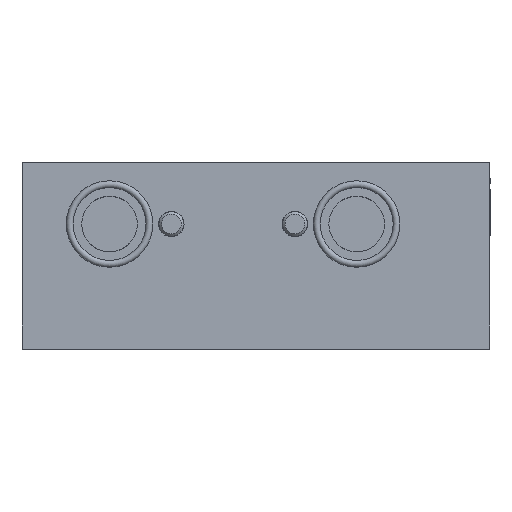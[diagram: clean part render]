
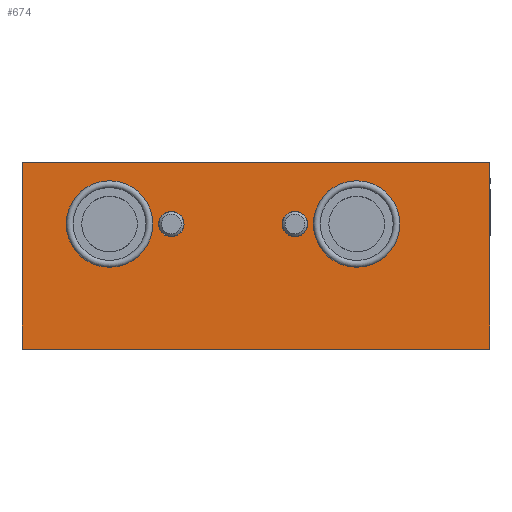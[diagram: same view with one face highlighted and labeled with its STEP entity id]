
A CAD part, top view. The second image highlights one B-rep face of the part: STEP entity #674.
In plain terms, the highlighted planar face has unit normal (0, 0, 1).
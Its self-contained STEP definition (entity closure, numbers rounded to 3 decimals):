
#240 = CARTESIAN_POINT ( 'NONE',  ( 5.891, 79.58, 109.122 ) ) ;
#361 = DIRECTION ( 'NONE',  ( 0., 0., -1. ) ) ;
#515 = DIRECTION ( 'NONE',  ( 0., 0., 1. ) ) ;
#643 = EDGE_LOOP ( 'NONE', ( #11708 ) ) ;
#674 = ADVANCED_FACE ( 'NONE', ( #12380, #12521, #9335, #6055, #4250 ), #9401, .T. ) ;
#755 = CARTESIAN_POINT ( 'NONE',  ( 91.887, 63.705, 109.122 ) ) ;
#897 = DIRECTION ( 'NONE',  ( 0., 1., 0. ) ) ;
#1344 = CARTESIAN_POINT ( 'NONE',  ( 5.891, 31.558, 109.122 ) ) ;
#1729 = AXIS2_PLACEMENT_3D ( 'NONE', #9060, #11228, #8098 ) ;
#1733 = CARTESIAN_POINT ( 'NONE',  ( 28.387, 63.705, 109.122 ) ) ;
#1746 = ORIENTED_EDGE ( 'NONE', *, *, #8519, .T. ) ;
#2149 = LINE ( 'NONE', #240, #8679 ) ;
#2287 = CIRCLE ( 'NONE', #8779, 11.112 ) ;
#2511 = DIRECTION ( 'NONE',  ( -1., 0., 0. ) ) ;
#2829 = VERTEX_POINT ( 'NONE', #11111 ) ;
#3037 = CIRCLE ( 'NONE', #1729, 3.264 ) ;
#3265 = EDGE_CURVE ( 'NONE', #4319, #4845, #4522, .T. ) ;
#3287 = CARTESIAN_POINT ( 'NONE',  ( 5.891, 79.58, 109.122 ) ) ;
#3351 = EDGE_LOOP ( 'NONE', ( #9228, #1746, #6356, #5340 ) ) ;
#3707 = DIRECTION ( 'NONE',  ( 0., 1., 0. ) ) ;
#3917 = VERTEX_POINT ( 'NONE', #13133 ) ;
#4250 = FACE_OUTER_BOUND ( 'NONE', #3351, .T. ) ;
#4319 = VERTEX_POINT ( 'NONE', #1344 ) ;
#4448 = LINE ( 'NONE', #10753, #12913 ) ;
#4452 = EDGE_LOOP ( 'NONE', ( #6979 ) ) ;
#4514 = EDGE_CURVE ( 'NONE', #5014, #4319, #2149, .T. ) ;
#4515 = DIRECTION ( 'NONE',  ( 0., -1., 0. ) ) ;
#4520 = DIRECTION ( 'NONE',  ( 0., -1., 0. ) ) ;
#4522 = LINE ( 'NONE', #11446, #6910 ) ;
#4815 = VERTEX_POINT ( 'NONE', #13172 ) ;
#4845 = VERTEX_POINT ( 'NONE', #5979 ) ;
#4906 = EDGE_LOOP ( 'NONE', ( #9789 ) ) ;
#5014 = VERTEX_POINT ( 'NONE', #3287 ) ;
#5340 = ORIENTED_EDGE ( 'NONE', *, *, #3265, .T. ) ;
#5620 = CARTESIAN_POINT ( 'NONE',  ( 5.891, 79.58, 109.122 ) ) ;
#5979 = CARTESIAN_POINT ( 'NONE',  ( 126.144, 31.558, 109.122 ) ) ;
#6055 = FACE_BOUND ( 'NONE', #643, .T. ) ;
#6356 = ORIENTED_EDGE ( 'NONE', *, *, #4514, .T. ) ;
#6726 = EDGE_CURVE ( 'NONE', #10724, #10724, #10170, .T. ) ;
#6854 = EDGE_CURVE ( 'NONE', #9701, #9701, #3037, .T. ) ;
#6910 = VECTOR ( 'NONE', #7570, 1000. ) ;
#6979 = ORIENTED_EDGE ( 'NONE', *, *, #6726, .F. ) ;
#6992 = ORIENTED_EDGE ( 'NONE', *, *, #6854, .T. ) ;
#7072 = DIRECTION ( 'NONE',  ( 0., 0., 1. ) ) ;
#7541 = AXIS2_PLACEMENT_3D ( 'NONE', #8303, #7072, #897 ) ;
#7570 = DIRECTION ( 'NONE',  ( 1., 0., 0. ) ) ;
#8098 = DIRECTION ( 'NONE',  ( 0., -1., 0. ) ) ;
#8303 = CARTESIAN_POINT ( 'NONE',  ( 126.144, 31.558, 109.122 ) ) ;
#8519 = EDGE_CURVE ( 'NONE', #4815, #5014, #11870, .T. ) ;
#8585 = CARTESIAN_POINT ( 'NONE',  ( 44.262, 63.705, 109.122 ) ) ;
#8679 = VECTOR ( 'NONE', #4520, 1000. ) ;
#8685 = CARTESIAN_POINT ( 'NONE',  ( 28.387, 74.817, 109.122 ) ) ;
#8709 = DIRECTION ( 'NONE',  ( 0., 1., 0. ) ) ;
#8779 = AXIS2_PLACEMENT_3D ( 'NONE', #755, #11978, #3707 ) ;
#9060 = CARTESIAN_POINT ( 'NONE',  ( 76.012, 63.705, 109.122 ) ) ;
#9228 = ORIENTED_EDGE ( 'NONE', *, *, #12946, .T. ) ;
#9335 = FACE_BOUND ( 'NONE', #9421, .T. ) ;
#9401 = PLANE ( 'NONE',  #7541 ) ;
#9421 = EDGE_LOOP ( 'NONE', ( #6992 ) ) ;
#9444 = CIRCLE ( 'NONE', #9867, 3.264 ) ;
#9447 = EDGE_CURVE ( 'NONE', #3917, #3917, #9444, .T. ) ;
#9539 = AXIS2_PLACEMENT_3D ( 'NONE', #1733, #515, #10974 ) ;
#9701 = VERTEX_POINT ( 'NONE', #11807 ) ;
#9789 = ORIENTED_EDGE ( 'NONE', *, *, #11642, .F. ) ;
#9867 = AXIS2_PLACEMENT_3D ( 'NONE', #8585, #361, #4515 ) ;
#10170 = CIRCLE ( 'NONE', #9539, 11.112 ) ;
#10724 = VERTEX_POINT ( 'NONE', #8685 ) ;
#10753 = CARTESIAN_POINT ( 'NONE',  ( 126.144, 79.58, 109.122 ) ) ;
#10974 = DIRECTION ( 'NONE',  ( 0., 1., 0. ) ) ;
#11111 = CARTESIAN_POINT ( 'NONE',  ( 91.887, 74.817, 109.122 ) ) ;
#11228 = DIRECTION ( 'NONE',  ( 0., 0., -1. ) ) ;
#11446 = CARTESIAN_POINT ( 'NONE',  ( 5.891, 31.558, 109.122 ) ) ;
#11642 = EDGE_CURVE ( 'NONE', #2829, #2829, #2287, .T. ) ;
#11708 = ORIENTED_EDGE ( 'NONE', *, *, #9447, .T. ) ;
#11807 = CARTESIAN_POINT ( 'NONE',  ( 76.012, 60.441, 109.122 ) ) ;
#11870 = LINE ( 'NONE', #5620, #12676 ) ;
#11978 = DIRECTION ( 'NONE',  ( 0., 0., 1. ) ) ;
#12380 = FACE_BOUND ( 'NONE', #4452, .T. ) ;
#12521 = FACE_BOUND ( 'NONE', #4906, .T. ) ;
#12676 = VECTOR ( 'NONE', #2511, 1000. ) ;
#12913 = VECTOR ( 'NONE', #8709, 1000. ) ;
#12946 = EDGE_CURVE ( 'NONE', #4845, #4815, #4448, .T. ) ;
#13133 = CARTESIAN_POINT ( 'NONE',  ( 44.262, 60.441, 109.122 ) ) ;
#13172 = CARTESIAN_POINT ( 'NONE',  ( 126.144, 79.58, 109.122 ) ) ;
